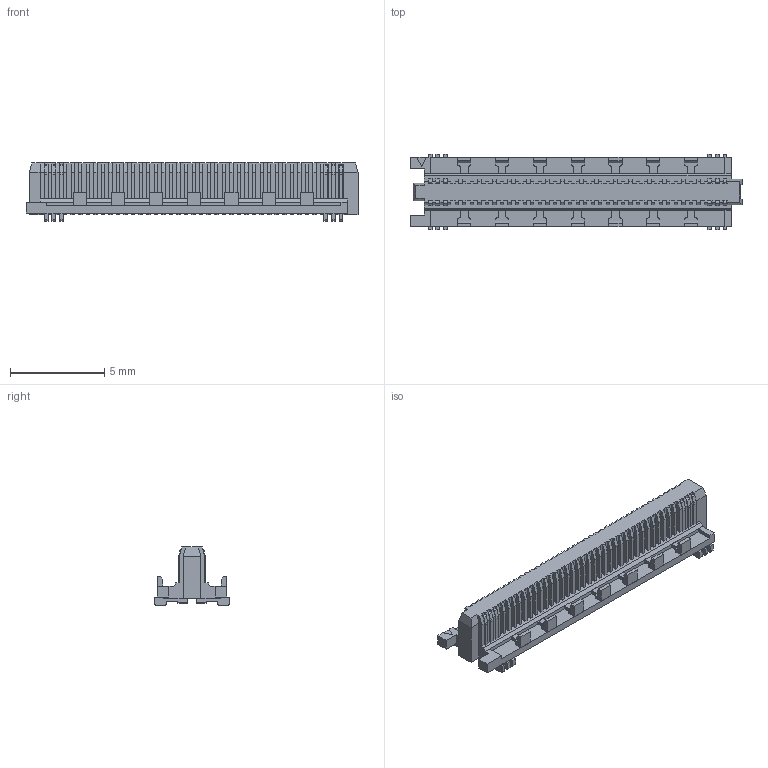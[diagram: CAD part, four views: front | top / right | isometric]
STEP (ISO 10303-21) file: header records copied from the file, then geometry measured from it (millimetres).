
FILE_DESCRIPTION((''),'2;1');
FILE_NAME('SAMTEC_ST4-40-1.00-L-D-P-TR.stp','2014-10-27T16:30:25',(''),(''),'Mechanical Desktop 2011','Mechanical Desktop 2011',', , ');
FILE_SCHEMA(('AUTOMOTIVE_DESIGN { 1 2 10303 214 1 1 1 1 }'));
Length unit declared in the file: millimetre
Products named in the file (1): Product
Bounding box: 17.57 x 4 x 3.08 mm (x, y, z)
Volume: 76.5 mm3; surface area: 435.7 mm2
Topology: 41 solids, 41 shells, 1299 faces, 3685 edges, 2389 vertices
Faces by surface type: plane 698, bspline 456, cylinder 140, sphere 5
Entity records: 43154 total; most frequent: CARTESIAN_POINT 10476, ORIENTED_EDGE 7366, DIRECTION 5695, EDGE_CURVE 3683, VECTOR 3255, LINE 3255, VERTEX_POINT 2389, EDGE_LOOP 1326
